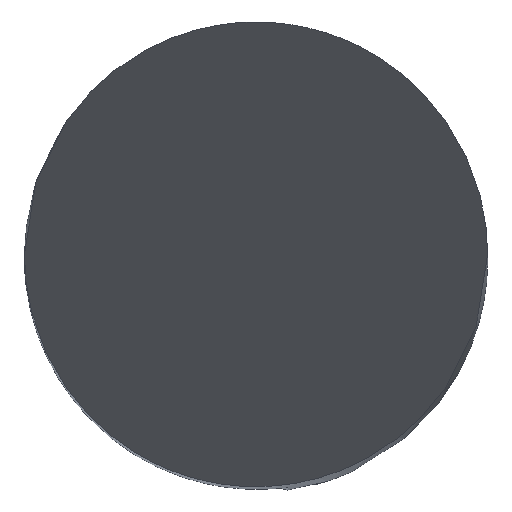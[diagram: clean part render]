
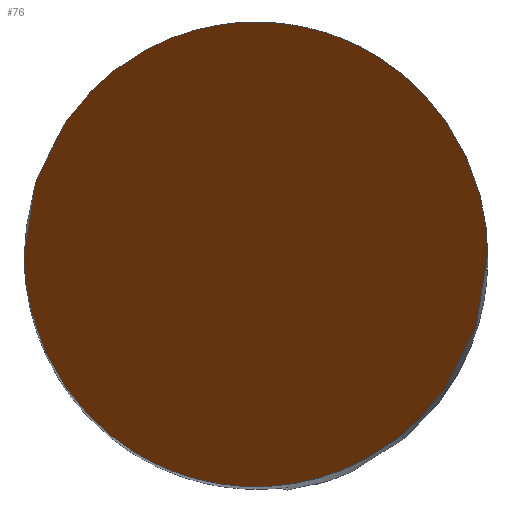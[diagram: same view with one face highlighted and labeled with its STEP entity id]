
A CAD part, top view. The second image highlights one B-rep face of the part: STEP entity #76.
In plain terms, the highlighted planar face has unit normal (0, -0.866, 0.5).
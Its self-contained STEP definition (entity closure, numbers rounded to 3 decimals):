
#55=PLANE('',#480);
#76=ADVANCED_FACE('',(#104),#55,.F.);
#104=FACE_OUTER_BOUND('',#127,.T.);
#127=EDGE_LOOP('',(#238,#239));
#238=ORIENTED_EDGE('',*,*,#365,.F.);
#239=ORIENTED_EDGE('',*,*,#374,.F.);
#324=VERTEX_POINT('',#641);
#325=VERTEX_POINT('',#642);
#365=EDGE_CURVE('',#324,#325,#433,.T.);
#374=EDGE_CURVE('',#325,#324,#436,.T.);
#433=(
BOUNDED_CURVE()
B_SPLINE_CURVE(3,(#637,#638,#639,#640),.UNSPECIFIED.,.F.,.F.)
B_SPLINE_CURVE_WITH_KNOTS((4,4),(0.,1.),.UNSPECIFIED.)
CURVE()
GEOMETRIC_REPRESENTATION_ITEM()
RATIONAL_B_SPLINE_CURVE((1.,0.333,0.333,1.))
REPRESENTATION_ITEM('')
);
#436=(
BOUNDED_CURVE()
B_SPLINE_CURVE(3,(#698,#699,#700,#701),.UNSPECIFIED.,.F.,.F.)
B_SPLINE_CURVE_WITH_KNOTS((4,4),(0.,1.),.UNSPECIFIED.)
CURVE()
GEOMETRIC_REPRESENTATION_ITEM()
RATIONAL_B_SPLINE_CURVE((1.,0.333,0.333,1.))
REPRESENTATION_ITEM('')
);
#480=AXIS2_PLACEMENT_3D('',#809,#534,#535);
#534=DIRECTION('',(0.,0.866,-0.5));
#535=DIRECTION('',(0.,0.5,0.866));
#637=CARTESIAN_POINT('',(-2.,0.,0.));
#638=CARTESIAN_POINT('',(-2.,4.,6.928));
#639=CARTESIAN_POINT('',(2.,4.,6.928));
#640=CARTESIAN_POINT('',(2.,0.,0.));
#641=CARTESIAN_POINT('',(-2.,0.,0.));
#642=CARTESIAN_POINT('',(2.,0.,0.));
#698=CARTESIAN_POINT('',(2.,0.,0.));
#699=CARTESIAN_POINT('',(2.,-4.,-6.928));
#700=CARTESIAN_POINT('',(-2.,-4.,-6.928));
#701=CARTESIAN_POINT('',(-2.,0.,0.));
#809=CARTESIAN_POINT('',(2.,2.,3.464));
